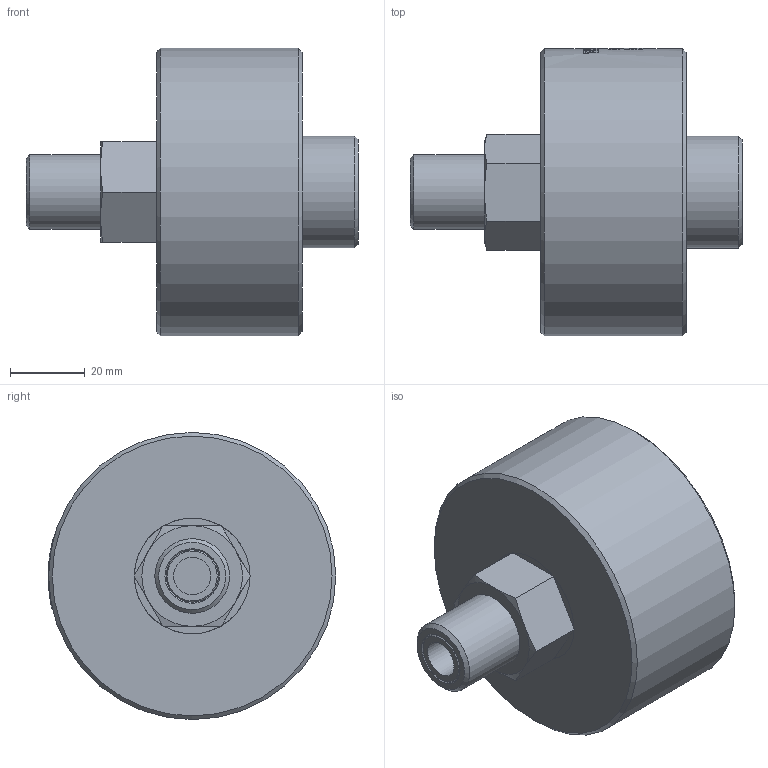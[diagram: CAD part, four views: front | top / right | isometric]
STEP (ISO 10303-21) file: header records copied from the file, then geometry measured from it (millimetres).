
FILE_DESCRIPTION(/* description */ ('РМ-В10'),/* implementation_level */ '2;1');
FILE_NAME(/* name */ 'РМ-В10.stp',/* time_stamp */ '2023-10-09T10:49:55+03:00',/* author */ ('Tech'),/* organization */ (''),/* preprocessor_version */ 'ST-DEVELOPER v18.1',/* originating_system */ 'Autodesk Inventor 2021',/* authorisation */ '');
FILE_SCHEMA (('AUTOMOTIVE_DESIGN { 1 0 10303 214 3 1 1 }','INTEGRATED_CNC_SCHEMA'));
Length unit declared in the file: millimetre
Products named in the file (1): РМ-В10
Bounding box: 89 x 77.1 x 77 mm (x, y, z)
Volume: 198187.5 mm3; surface area: 25347.2 mm2
Topology: 1 solids, 1 shells, 115 faces, 280 edges, 184 vertices
Faces by surface type: plane 50, bspline 35, cylinder 17, cone 13
Full cylindrical faces by diameter (mm): 7 x1, 10 x1, 18.5 x1, 20 x1, 30 x1, 31 x1, 77 x1
Entity records: 4207 total; most frequent: CARTESIAN_POINT 1645, ORIENTED_EDGE 560, DIRECTION 452, EDGE_CURVE 280, VERTEX_POINT 184, AXIS2_PLACEMENT_3D 173, EDGE_LOOP 132, FACE_OUTER_BOUND 115
